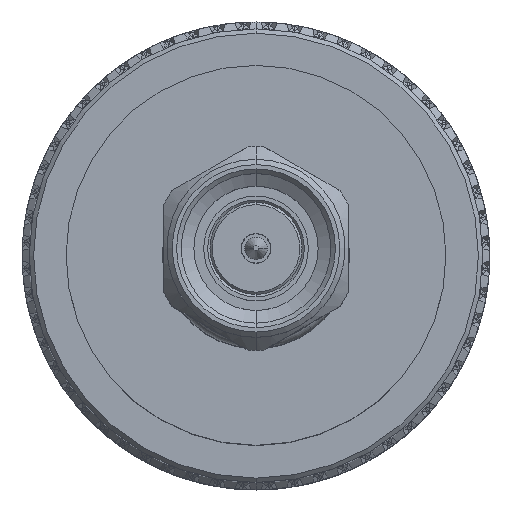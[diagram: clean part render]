
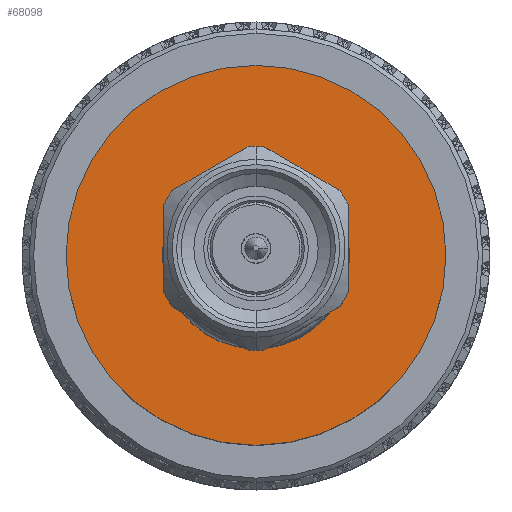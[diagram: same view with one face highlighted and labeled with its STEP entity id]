
A CAD part, top view. The second image highlights one B-rep face of the part: STEP entity #68098.
In plain terms, the highlighted face is planar.
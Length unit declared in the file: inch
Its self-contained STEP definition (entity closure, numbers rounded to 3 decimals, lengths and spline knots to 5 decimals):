
#1061 = CARTESIAN_POINT ( 'NONE',  ( 1.01297, 0., 0. ) ) ;
#1310 = CARTESIAN_POINT ( 'NONE',  ( 1.01297, -0.325, 0. ) ) ;
#3602 = VERTEX_POINT ( 'NONE', #10340 ) ;
#7033 = EDGE_CURVE ( 'NONE', #89821, #47767, #56815, .T. ) ;
#8335 = DIRECTION ( 'NONE',  ( 0., 1., 0. ) ) ;
#10340 = CARTESIAN_POINT ( 'NONE',  ( 1.01297, 0.325, 0. ) ) ;
#16491 = DIRECTION ( 'NONE',  ( 0., 1., 0. ) ) ;
#20748 = EDGE_LOOP ( 'NONE', ( #75674, #71733 ) ) ;
#20918 = AXIS2_PLACEMENT_3D ( 'NONE', #56558, #79110, #8335 ) ;
#24527 = FACE_OUTER_BOUND ( 'NONE', #20748, .T. ) ;
#26549 = PLANE ( 'NONE',  #69488 ) ;
#27458 = DIRECTION ( 'NONE',  ( 0., 1., 0. ) ) ;
#28203 = AXIS2_PLACEMENT_3D ( 'NONE', #1061, #78378, #93948 ) ;
#28952 = EDGE_CURVE ( 'NONE', #83416, #3602, #73050, .T. ) ;
#34500 = DIRECTION ( 'NONE',  ( 1., 0., 0. ) ) ;
#36466 = CARTESIAN_POINT ( 'NONE',  ( 1.01297, 0., 0. ) ) ;
#38822 = CIRCLE ( 'NONE', #20918, 0.15 ) ;
#39498 = ORIENTED_EDGE ( 'NONE', *, *, #7033, .F. ) ;
#47767 = VERTEX_POINT ( 'NONE', #74035 ) ;
#55219 = FACE_BOUND ( 'NONE', #62200, .T. ) ;
#56420 = DIRECTION ( 'NONE',  ( 1., 0., 0. ) ) ;
#56558 = CARTESIAN_POINT ( 'NONE',  ( 1.01297, 0., 0. ) ) ;
#56815 = CIRCLE ( 'NONE', #77560, 0.15 ) ;
#58695 = CIRCLE ( 'NONE', #28203, 0.325 ) ;
#62200 = EDGE_LOOP ( 'NONE', ( #39498, #89377 ) ) ;
#68098 = ADVANCED_FACE ( 'NONE', ( #24527, #55219 ), #26549, .T. ) ;
#69488 = AXIS2_PLACEMENT_3D ( 'NONE', #85326, #78757, #16491 ) ;
#71007 = DIRECTION ( 'NONE',  ( 0., 1., 0. ) ) ;
#71733 = ORIENTED_EDGE ( 'NONE', *, *, #80388, .T. ) ;
#73050 = CIRCLE ( 'NONE', #79348, 0.325 ) ;
#74035 = CARTESIAN_POINT ( 'NONE',  ( 1.01297, 0.15, 0. ) ) ;
#75674 = ORIENTED_EDGE ( 'NONE', *, *, #28952, .T. ) ;
#77560 = AXIS2_PLACEMENT_3D ( 'NONE', #36466, #34500, #27458 ) ;
#78378 = DIRECTION ( 'NONE',  ( 1., 0., 0. ) ) ;
#78757 = DIRECTION ( 'NONE',  ( 1., 0., 0. ) ) ;
#79110 = DIRECTION ( 'NONE',  ( 1., 0., 0. ) ) ;
#79348 = AXIS2_PLACEMENT_3D ( 'NONE', #88520, #56420, #71007 ) ;
#80388 = EDGE_CURVE ( 'NONE', #3602, #83416, #58695, .T. ) ;
#83416 = VERTEX_POINT ( 'NONE', #1310 ) ;
#83476 = EDGE_CURVE ( 'NONE', #47767, #89821, #38822, .T. ) ;
#85326 = CARTESIAN_POINT ( 'NONE',  ( 1.01297, 0., 0. ) ) ;
#88520 = CARTESIAN_POINT ( 'NONE',  ( 1.01297, 0., 0. ) ) ;
#89377 = ORIENTED_EDGE ( 'NONE', *, *, #83476, .F. ) ;
#89821 = VERTEX_POINT ( 'NONE', #94325 ) ;
#93948 = DIRECTION ( 'NONE',  ( 0., 1., 0. ) ) ;
#94325 = CARTESIAN_POINT ( 'NONE',  ( 1.01297, -0.15, 0. ) ) ;
